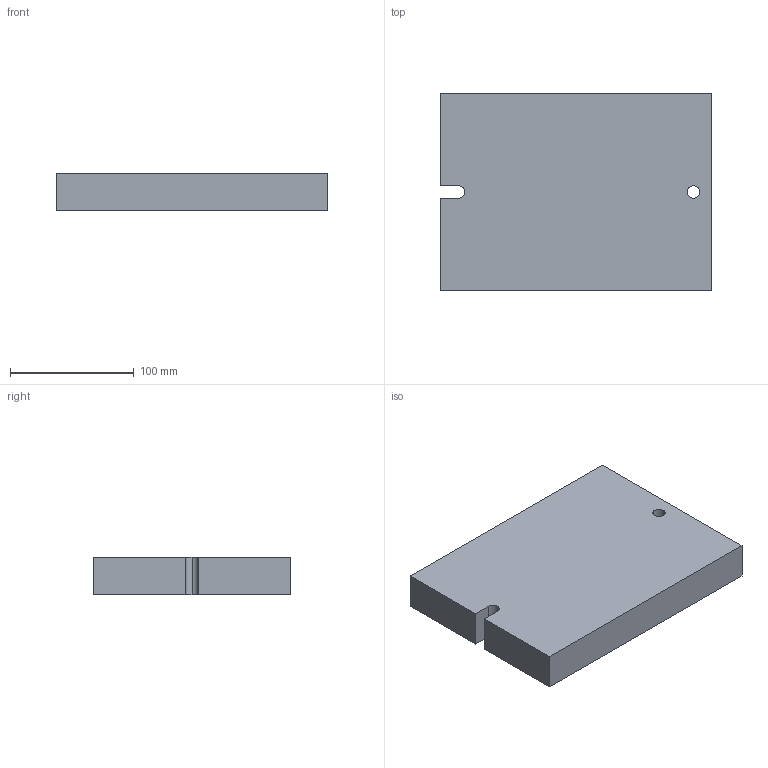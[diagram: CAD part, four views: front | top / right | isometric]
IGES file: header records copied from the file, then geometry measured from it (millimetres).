
Start section: START RECORD GO HERE.
Global section: file name: plaque support.igs; native system: DASSAULT SYSTEMES CATIA Version 5-6 Release 2020 - www.3ds.com; preprocessor: V5-6R2020_5.30.0.0.10-10-2019.20.00; author: UTILISATEUR; organization: ROG-PC; date: 20210115.162757; units: millimetre
Bounding box: 220 x 160 x 30 mm (x, y, z)
Surface area: 94678.1 mm2 (no closed solid volume)
Topology: 0 solids, 0 shells, 13 faces, 66 edges, 66 vertices
Faces by surface type: plane 9, revolution 4
